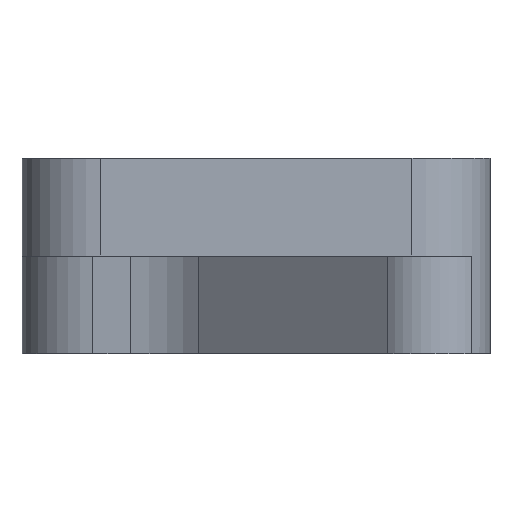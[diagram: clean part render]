
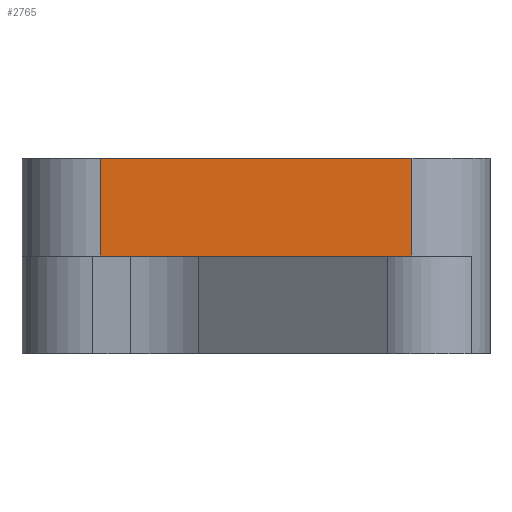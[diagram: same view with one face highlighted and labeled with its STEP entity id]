
A CAD part, left-side view. The second image highlights one B-rep face of the part: STEP entity #2765.
In plain terms, the highlighted planar face has unit normal (-1, 0, 0).
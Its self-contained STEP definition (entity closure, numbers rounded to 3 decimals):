
#1187 = PLANE('',#1188);
#1188 = AXIS2_PLACEMENT_3D('',#1189,#1190,#1191);
#1189 = CARTESIAN_POINT('',(-13.25,3.921,-2.5));
#1190 = DIRECTION('',(0.,0.,-1.));
#1191 = DIRECTION('',(0.,1.,0.));
#1238 = CYLINDRICAL_SURFACE('',#1239,2.);
#1239 = AXIS2_PLACEMENT_3D('',#1240,#1241,#1242);
#1240 = CARTESIAN_POINT('',(-13.5,6.,0.));
#1241 = DIRECTION('',(0.,0.,-1.));
#1242 = DIRECTION('',(0.,1.,0.));
#1266 = PLANE('',#1267);
#1267 = AXIS2_PLACEMENT_3D('',#1268,#1269,#1270);
#1268 = CARTESIAN_POINT('',(-7.75,2.,0.));
#1269 = DIRECTION('',(0.,0.,-1.));
#1270 = DIRECTION('',(0.,-1.,0.));
#1794 = CYLINDRICAL_SURFACE('',#1795,2.);
#1795 = AXIS2_PLACEMENT_3D('',#1796,#1797,#1798);
#1796 = CARTESIAN_POINT('',(-13.5,-2.,0.));
#1797 = DIRECTION('',(0.,0.,-1.));
#1798 = DIRECTION('',(-1.,0.,0.));
#2038 = VERTEX_POINT('',#2039);
#2039 = CARTESIAN_POINT('',(-15.5,-2.,-2.5));
#2065 = EDGE_CURVE('',#2066,#2038,#2068,.T.);
#2066 = VERTEX_POINT('',#2067);
#2067 = CARTESIAN_POINT('',(-15.5,6.,-2.5));
#2068 = SURFACE_CURVE('',#2069,(#2073,#2080),.PCURVE_S1.);
#2069 = LINE('',#2070,#2071);
#2070 = CARTESIAN_POINT('',(-15.5,8.,-2.5));
#2071 = VECTOR('',#2072,1.);
#2072 = DIRECTION('',(0.,-1.,0.));
#2073 = PCURVE('',#1187,#2074);
#2074 = DEFINITIONAL_REPRESENTATION('',(#2075),#2079);
#2075 = LINE('',#2076,#2077);
#2076 = CARTESIAN_POINT('',(4.079,-2.25));
#2077 = VECTOR('',#2078,1.);
#2078 = DIRECTION('',(-1.,0.));
#2079 = ( GEOMETRIC_REPRESENTATION_CONTEXT(2) 
PARAMETRIC_REPRESENTATION_CONTEXT() REPRESENTATION_CONTEXT('2D SPACE',''
  ) );
#2080 = PCURVE('',#2081,#2086);
#2081 = PLANE('',#2082);
#2082 = AXIS2_PLACEMENT_3D('',#2083,#2084,#2085);
#2083 = CARTESIAN_POINT('',(-15.5,8.,0.));
#2084 = DIRECTION('',(1.,0.,0.));
#2085 = DIRECTION('',(0.,1.,0.));
#2086 = DEFINITIONAL_REPRESENTATION('',(#2087),#2091);
#2087 = LINE('',#2088,#2089);
#2088 = CARTESIAN_POINT('',(0.,-2.5));
#2089 = VECTOR('',#2090,1.);
#2090 = DIRECTION('',(-1.,0.));
#2091 = ( GEOMETRIC_REPRESENTATION_CONTEXT(2) 
PARAMETRIC_REPRESENTATION_CONTEXT() REPRESENTATION_CONTEXT('2D SPACE',''
  ) );
#2212 = VERTEX_POINT('',#2213);
#2213 = CARTESIAN_POINT('',(-15.5,6.,0.));
#2239 = EDGE_CURVE('',#2212,#2066,#2240,.T.);
#2240 = SURFACE_CURVE('',#2241,(#2245,#2252),.PCURVE_S1.);
#2241 = LINE('',#2242,#2243);
#2242 = CARTESIAN_POINT('',(-15.5,6.,0.));
#2243 = VECTOR('',#2244,1.);
#2244 = DIRECTION('',(0.,0.,-1.));
#2245 = PCURVE('',#1238,#2246);
#2246 = DEFINITIONAL_REPRESENTATION('',(#2247),#2251);
#2247 = LINE('',#2248,#2249);
#2248 = CARTESIAN_POINT('',(-1.571,0.));
#2249 = VECTOR('',#2250,1.);
#2250 = DIRECTION('',(-0.,1.));
#2251 = ( GEOMETRIC_REPRESENTATION_CONTEXT(2) 
PARAMETRIC_REPRESENTATION_CONTEXT() REPRESENTATION_CONTEXT('2D SPACE',''
  ) );
#2252 = PCURVE('',#2081,#2253);
#2253 = DEFINITIONAL_REPRESENTATION('',(#2254),#2258);
#2254 = LINE('',#2255,#2256);
#2255 = CARTESIAN_POINT('',(-2.,0.));
#2256 = VECTOR('',#2257,1.);
#2257 = DIRECTION('',(-0.,-1.));
#2258 = ( GEOMETRIC_REPRESENTATION_CONTEXT(2) 
PARAMETRIC_REPRESENTATION_CONTEXT() REPRESENTATION_CONTEXT('2D SPACE',''
  ) );
#2340 = EDGE_CURVE('',#2212,#2341,#2343,.T.);
#2341 = VERTEX_POINT('',#2342);
#2342 = CARTESIAN_POINT('',(-15.5,-2.,0.));
#2343 = SURFACE_CURVE('',#2344,(#2348,#2355),.PCURVE_S1.);
#2344 = LINE('',#2345,#2346);
#2345 = CARTESIAN_POINT('',(-15.5,8.,0.));
#2346 = VECTOR('',#2347,1.);
#2347 = DIRECTION('',(-0.,-1.,0.));
#2348 = PCURVE('',#1266,#2349);
#2349 = DEFINITIONAL_REPRESENTATION('',(#2350),#2354);
#2350 = LINE('',#2351,#2352);
#2351 = CARTESIAN_POINT('',(-6.,7.75));
#2352 = VECTOR('',#2353,1.);
#2353 = DIRECTION('',(1.,-0.));
#2354 = ( GEOMETRIC_REPRESENTATION_CONTEXT(2) 
PARAMETRIC_REPRESENTATION_CONTEXT() REPRESENTATION_CONTEXT('2D SPACE',''
  ) );
#2355 = PCURVE('',#2081,#2356);
#2356 = DEFINITIONAL_REPRESENTATION('',(#2357),#2361);
#2357 = LINE('',#2358,#2359);
#2358 = CARTESIAN_POINT('',(-0.,0.));
#2359 = VECTOR('',#2360,1.);
#2360 = DIRECTION('',(-1.,0.));
#2361 = ( GEOMETRIC_REPRESENTATION_CONTEXT(2) 
PARAMETRIC_REPRESENTATION_CONTEXT() REPRESENTATION_CONTEXT('2D SPACE',''
  ) );
#2682 = EDGE_CURVE('',#2341,#2038,#2683,.T.);
#2683 = SURFACE_CURVE('',#2684,(#2688,#2695),.PCURVE_S1.);
#2684 = LINE('',#2685,#2686);
#2685 = CARTESIAN_POINT('',(-15.5,-2.,0.));
#2686 = VECTOR('',#2687,1.);
#2687 = DIRECTION('',(0.,0.,-1.));
#2688 = PCURVE('',#1794,#2689);
#2689 = DEFINITIONAL_REPRESENTATION('',(#2690),#2694);
#2690 = LINE('',#2691,#2692);
#2691 = CARTESIAN_POINT('',(-0.,0.));
#2692 = VECTOR('',#2693,1.);
#2693 = DIRECTION('',(-0.,1.));
#2694 = ( GEOMETRIC_REPRESENTATION_CONTEXT(2) 
PARAMETRIC_REPRESENTATION_CONTEXT() REPRESENTATION_CONTEXT('2D SPACE',''
  ) );
#2695 = PCURVE('',#2081,#2696);
#2696 = DEFINITIONAL_REPRESENTATION('',(#2697),#2701);
#2697 = LINE('',#2698,#2699);
#2698 = CARTESIAN_POINT('',(-10.,0.));
#2699 = VECTOR('',#2700,1.);
#2700 = DIRECTION('',(-0.,-1.));
#2701 = ( GEOMETRIC_REPRESENTATION_CONTEXT(2) 
PARAMETRIC_REPRESENTATION_CONTEXT() REPRESENTATION_CONTEXT('2D SPACE',''
  ) );
#2765 = ADVANCED_FACE('',(#2766),#2081,.F.);
#2766 = FACE_BOUND('',#2767,.T.);
#2767 = EDGE_LOOP('',(#2768,#2769,#2770,#2771));
#2768 = ORIENTED_EDGE('',*,*,#2340,.F.);
#2769 = ORIENTED_EDGE('',*,*,#2239,.T.);
#2770 = ORIENTED_EDGE('',*,*,#2065,.T.);
#2771 = ORIENTED_EDGE('',*,*,#2682,.F.);
